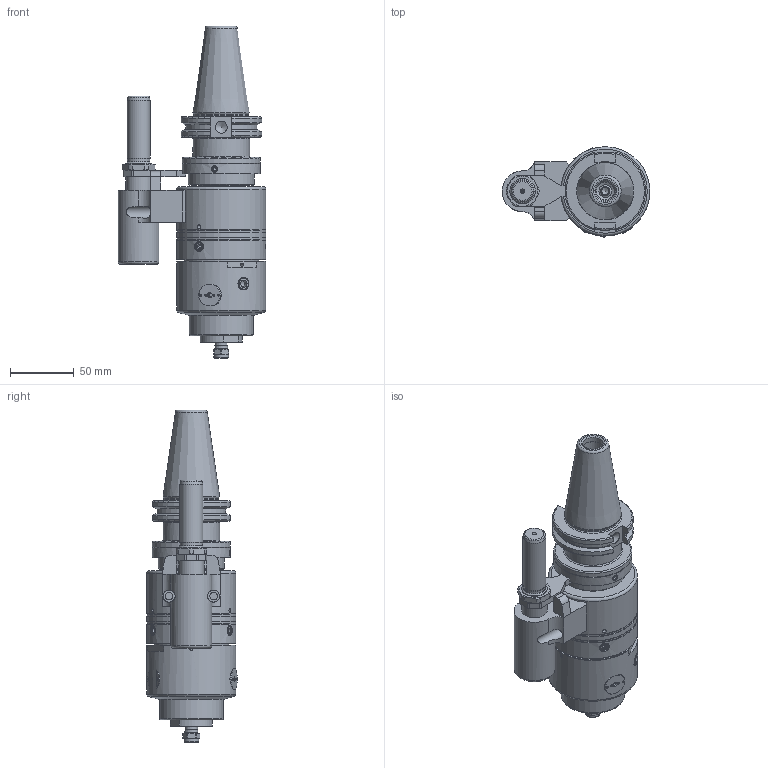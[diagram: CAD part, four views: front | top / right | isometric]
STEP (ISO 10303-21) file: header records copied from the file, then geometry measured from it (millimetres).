
FILE_DESCRIPTION((''),'2;1');
FILE_NAME('223000131815 CAT40-BMA-181-5-3D.stp','2023-11-21T15:08:21',('nttooll'),(''),'Autodesk Inventor 2012','Autodesk Inventor 2012','');
FILE_SCHEMA(('AUTOMOTIVE_DESIGN { 1 0 10303 214 1 1 1 1 }'));
Length unit declared in the file: millimetre
Products named in the file (1): 223000131815 CAT40-BMA-181-5-3D
Bounding box: 116 x 71.03 x 260.9 mm (x, y, z)
Volume: 704194.4 mm3; surface area: 79691.8 mm2
Topology: 1 solids, 1 shells, 312 faces, 718 edges, 450 vertices
Faces by surface type: plane 116, cylinder 103, cone 69, torus 21, sphere 3
Full cylindrical faces by diameter (mm): 0.7 x1, 1.6 x3, 1.732 x2, 2 x1, 2.309 x3, 2.5 x3, 2.887 x1, 3 x3, 3.464 x3, 4 x4, 4.5 x1, 5 x1, 5.774 x2, 6 x2, 6.2 x1, 6.8 x1, 7 x3, 8 x3, 8.2 x1, 9.5 x3, 10 x1, 11.5 x1, 12 x1, 12.4 x1, 14 x1, 14.1 x1, 15.875 x1, 16.3 x1, 17.6 x1, 18 x1
Entity records: 8335 total; most frequent: CARTESIAN_POINT 2009, DIRECTION 1355, ORIENTED_EDGE 1084, AXIS2_PLACEMENT_3D 581, EDGE_CURVE 542, EDGE_LOOP 495, VERTEX_POINT 409, FACE_OUTER_BOUND 312
